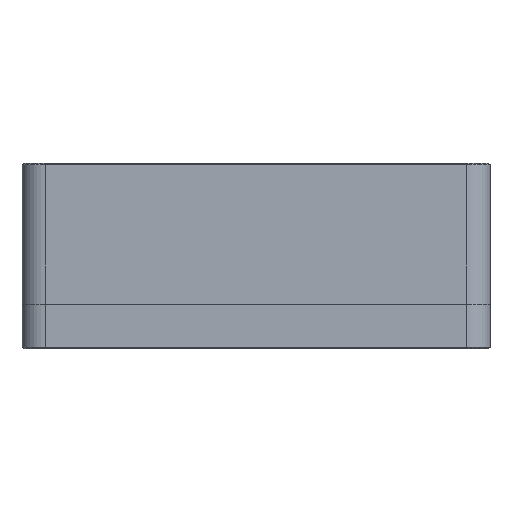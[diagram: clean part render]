
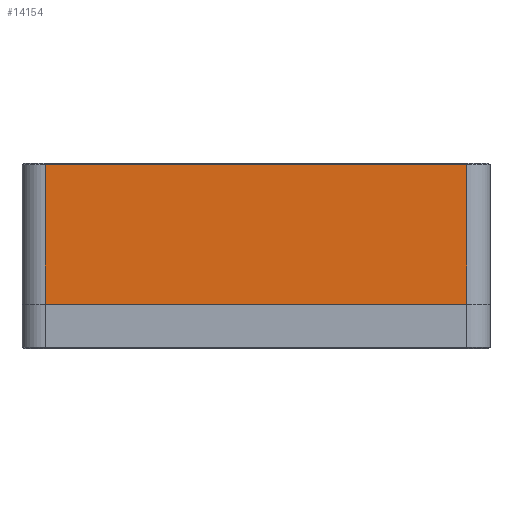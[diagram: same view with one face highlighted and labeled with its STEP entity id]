
A CAD part, front view. The second image highlights one B-rep face of the part: STEP entity #14154.
In plain terms, the highlighted planar face has unit normal (0, -1, 0).
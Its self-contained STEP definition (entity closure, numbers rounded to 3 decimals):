
#1089=PLANE('',#15298);
#2085=FACE_OUTER_BOUND('',#2962,.T.);
#2962=EDGE_LOOP('',(#13166,#13167,#13168,#13169));
#3527=LINE('',#21227,#4609);
#3549=LINE('',#21291,#4631);
#4049=LINE('',#27117,#5131);
#4050=LINE('',#27119,#5132);
#4609=VECTOR('',#17525,10.);
#4631=VECTOR('',#17583,10.);
#5131=VECTOR('',#18625,10.);
#5132=VECTOR('',#18628,10.);
#6319=VERTEX_POINT('',#21224);
#6320=VERTEX_POINT('',#21226);
#6341=VERTEX_POINT('',#21281);
#6343=VERTEX_POINT('',#21287);
#8005=EDGE_CURVE('',#6320,#6319,#3527,.T.);
#8038=EDGE_CURVE('',#6341,#6343,#3549,.T.);
#9069=EDGE_CURVE('',#6319,#6343,#4049,.T.);
#9070=EDGE_CURVE('',#6320,#6341,#4050,.T.);
#13166=ORIENTED_EDGE('',*,*,#8038,.F.);
#13167=ORIENTED_EDGE('',*,*,#9070,.F.);
#13168=ORIENTED_EDGE('',*,*,#8005,.T.);
#13169=ORIENTED_EDGE('',*,*,#9069,.T.);
#14154=ADVANCED_FACE('',(#2085),#1089,.T.);
#15298=AXIS2_PLACEMENT_3D('',#27118,#18626,#18627);
#17525=DIRECTION('',(1.,0.,0.));
#17583=DIRECTION('',(1.,0.,0.));
#18625=DIRECTION('',(0.,0.,1.));
#18626=DIRECTION('center_axis',(0.,-1.,0.));
#18627=DIRECTION('ref_axis',(1.,0.,0.));
#18628=DIRECTION('',(0.,0.,1.));
#21224=CARTESIAN_POINT('',(160.798,-144.97,3.5));
#21226=CARTESIAN_POINT('',(71.104,-144.97,3.5));
#21227=CARTESIAN_POINT('',(71.104,-144.97,3.5));
#21281=CARTESIAN_POINT('',(71.104,-144.97,33.2));
#21287=CARTESIAN_POINT('',(160.798,-144.97,33.2));
#21291=CARTESIAN_POINT('',(93.528,-144.97,33.2));
#27117=CARTESIAN_POINT('',(160.798,-144.97,3.5));
#27118=CARTESIAN_POINT('Origin',(71.104,-144.97,3.5));
#27119=CARTESIAN_POINT('',(71.104,-144.97,3.5));
